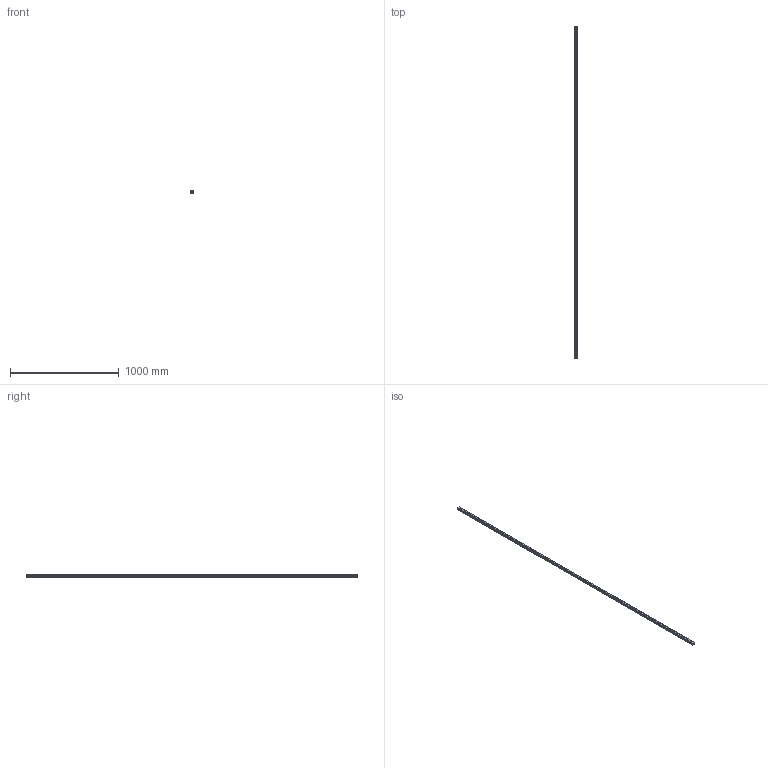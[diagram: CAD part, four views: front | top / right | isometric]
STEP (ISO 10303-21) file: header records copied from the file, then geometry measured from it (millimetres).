
FILE_DESCRIPTION(('STEP AP214'),'1');
FILE_NAME('cctmp_3E7B1528-E222-4F9C-B011-976EF221CCC6_2020_6_9_13_20_38_406..stp','2020-06-09T11:20:38',('HIWIN GmbH'),('CADClick - www.CADClick.com'),'Spatial InterOp 3D',' ','unknown authorization');
FILE_SCHEMA(('AUTOMOTIVE_DESIGN'));
Length unit declared in the file: millimetre
Products named in the file (1): HGR25R3050H_FILE
Bounding box: 23 x 3050 x 22 mm (x, y, z)
Volume: 1267785 mm3; surface area: 313395.5 mm2
Topology: 1 solids, 1 shells, 723 faces, 1845 edges, 1230 vertices
Faces by surface type: plane 395, cylinder 328
Entity records: 28251 total; most frequent: DIRECTION 4357, CARTESIAN_POINT 3799, ORIENTED_EDGE 3690, EDGE_CURVE 1845, AXIS2_PLACEMENT_3D 1788, VERTEX_POINT 1230, CIRCLE 860, EDGE_LOOP 829
